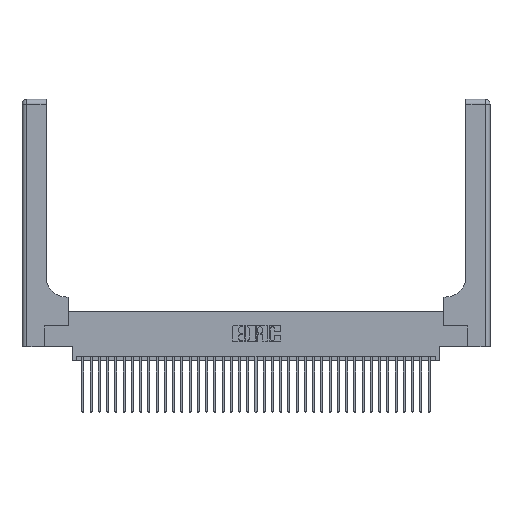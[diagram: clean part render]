
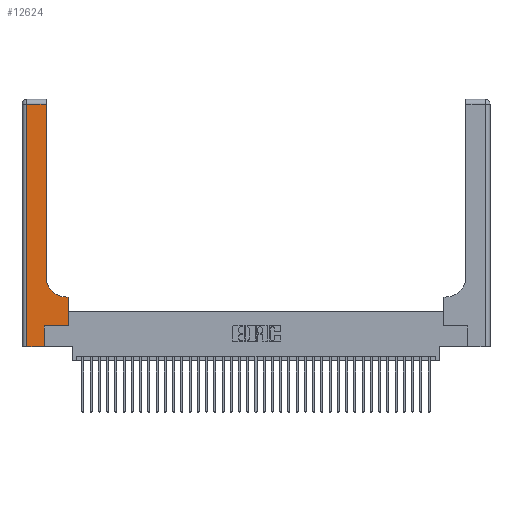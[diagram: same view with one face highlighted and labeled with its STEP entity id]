
A CAD part, top view. The second image highlights one B-rep face of the part: STEP entity #12624.
In plain terms, the highlighted planar face has unit normal (0, 0, 1).
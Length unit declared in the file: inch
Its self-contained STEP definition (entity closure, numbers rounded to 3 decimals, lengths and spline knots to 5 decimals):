
#753 = LINE ( 'NONE', #23666, #27546 ) ;
#921 = LINE ( 'NONE', #13666, #7997 ) ;
#1022 = CARTESIAN_POINT ( 'NONE',  ( 0., 3., 0.37 ) ) ;
#1494 = VERTEX_POINT ( 'NONE', #27060 ) ;
#2950 = CARTESIAN_POINT ( 'NONE',  ( 0.269, 0., 0.37 ) ) ;
#3495 = CARTESIAN_POINT ( 'NONE',  ( 0., 0., 0.37 ) ) ;
#3935 = PLANE ( 'NONE',  #20278 ) ;
#5125 = VECTOR ( 'NONE', #14891, 39.37008 ) ;
#5245 = DIRECTION ( 'NONE',  ( 1., 0., 0. ) ) ;
#5474 = AXIS2_PLACEMENT_3D ( 'NONE', #18697, #6713, #10042 ) ;
#6676 = VERTEX_POINT ( 'NONE', #30153 ) ;
#6713 = DIRECTION ( 'NONE',  ( 0., 0., -1. ) ) ;
#7682 = VECTOR ( 'NONE', #36474, 39.37008 ) ;
#7997 = VECTOR ( 'NONE', #13790, 39.37008 ) ;
#8156 = DIRECTION ( 'NONE',  ( -1., 0., 0. ) ) ;
#8670 = ORIENTED_EDGE ( 'NONE', *, *, #38125, .T. ) ;
#8776 = ORIENTED_EDGE ( 'NONE', *, *, #25561, .T. ) ;
#8840 = ORIENTED_EDGE ( 'NONE', *, *, #23009, .T. ) ;
#9103 = VECTOR ( 'NONE', #12820, 39.37008 ) ;
#10042 = DIRECTION ( 'NONE',  ( 1., 0., 0. ) ) ;
#10712 = VECTOR ( 'NONE', #8156, 39.37008 ) ;
#11220 = VERTEX_POINT ( 'NONE', #38653 ) ;
#11547 = CARTESIAN_POINT ( 'NONE',  ( 0.5585, 0.6, 0.37 ) ) ;
#11855 = ORIENTED_EDGE ( 'NONE', *, *, #25380, .T. ) ;
#11922 = VERTEX_POINT ( 'NONE', #31120 ) ;
#12597 = LINE ( 'NONE', #32036, #10712 ) ;
#12624 = ADVANCED_FACE ( 'NONE', ( #30665 ), #3935, .F. ) ;
#12820 = DIRECTION ( 'NONE',  ( -1., 0., 0. ) ) ;
#13666 = CARTESIAN_POINT ( 'NONE',  ( 0.269, 0., 0.37 ) ) ;
#13790 = DIRECTION ( 'NONE',  ( 0., 1., 0. ) ) ;
#13844 = LINE ( 'NONE', #20887, #31650 ) ;
#14891 = DIRECTION ( 'NONE',  ( 0., -1., 0. ) ) ;
#15972 = CARTESIAN_POINT ( 'NONE',  ( 0., 2.94, 0.37 ) ) ;
#16918 = ORIENTED_EDGE ( 'NONE', *, *, #18595, .T. ) ;
#17072 = LINE ( 'NONE', #15972, #9103 ) ;
#17128 = EDGE_CURVE ( 'NONE', #33352, #1494, #753, .T. ) ;
#17559 = CARTESIAN_POINT ( 'NONE',  ( 0.2915, 0.85, 0.37 ) ) ;
#18145 = DIRECTION ( 'NONE',  ( 0., 0., -1. ) ) ;
#18595 = EDGE_CURVE ( 'NONE', #11922, #22194, #30677, .T. ) ;
#18697 = CARTESIAN_POINT ( 'NONE',  ( 0.5415, 0.85, 0.37 ) ) ;
#18830 = CIRCLE ( 'NONE', #5474, 0.25 ) ;
#20155 = VECTOR ( 'NONE', #31792, 39.37008 ) ;
#20278 = AXIS2_PLACEMENT_3D ( 'NONE', #1022, #18145, #25067 ) ;
#20399 = ORIENTED_EDGE ( 'NONE', *, *, #30079, .T. ) ;
#20887 = CARTESIAN_POINT ( 'NONE',  ( 0.5585, 0.25, 0.37 ) ) ;
#21848 = CARTESIAN_POINT ( 'NONE',  ( 0.06, 2.94, 0.37 ) ) ;
#22194 = VERTEX_POINT ( 'NONE', #2950 ) ;
#23009 = EDGE_CURVE ( 'NONE', #11220, #30528, #18830, .T. ) ;
#23666 = CARTESIAN_POINT ( 'NONE',  ( 0.269, 0.25, 0.37 ) ) ;
#24413 = ORIENTED_EDGE ( 'NONE', *, *, #29069, .T. ) ;
#24718 = ORIENTED_EDGE ( 'NONE', *, *, #17128, .T. ) ;
#24741 = ORIENTED_EDGE ( 'NONE', *, *, #37330, .T. ) ;
#25067 = DIRECTION ( 'NONE',  ( -1., 0., 0. ) ) ;
#25380 = EDGE_CURVE ( 'NONE', #26106, #11220, #12597, .T. ) ;
#25561 = EDGE_CURVE ( 'NONE', #29376, #11922, #30500, .T. ) ;
#25785 = CARTESIAN_POINT ( 'NONE',  ( 0.2915, 3., 0.37 ) ) ;
#26106 = VERTEX_POINT ( 'NONE', #11547 ) ;
#27060 = CARTESIAN_POINT ( 'NONE',  ( 0.5585, 0.25, 0.37 ) ) ;
#27546 = VECTOR ( 'NONE', #5245, 39.37008 ) ;
#29069 = EDGE_CURVE ( 'NONE', #22194, #33352, #921, .T. ) ;
#29376 = VERTEX_POINT ( 'NONE', #21848 ) ;
#30079 = EDGE_CURVE ( 'NONE', #30528, #6676, #33725, .T. ) ;
#30153 = CARTESIAN_POINT ( 'NONE',  ( 0.2915, 2.94, 0.37 ) ) ;
#30500 = LINE ( 'NONE', #32564, #5125 ) ;
#30528 = VERTEX_POINT ( 'NONE', #17559 ) ;
#30665 = FACE_OUTER_BOUND ( 'NONE', #33823, .T. ) ;
#30677 = LINE ( 'NONE', #3495, #7682 ) ;
#31047 = CARTESIAN_POINT ( 'NONE',  ( 0.269, 0.25, 0.37 ) ) ;
#31120 = CARTESIAN_POINT ( 'NONE',  ( 0.06, 0., 0.37 ) ) ;
#31650 = VECTOR ( 'NONE', #35994, 39.37008 ) ;
#31792 = DIRECTION ( 'NONE',  ( 0., 1., 0. ) ) ;
#32036 = CARTESIAN_POINT ( 'NONE',  ( 0.2915, 0.6, 0.37 ) ) ;
#32564 = CARTESIAN_POINT ( 'NONE',  ( 0.06, 3., 0.37 ) ) ;
#33352 = VERTEX_POINT ( 'NONE', #31047 ) ;
#33725 = LINE ( 'NONE', #25785, #20155 ) ;
#33823 = EDGE_LOOP ( 'NONE', ( #20399, #8670, #8776, #16918, #24413, #24718, #24741, #11855, #8840 ) ) ;
#35994 = DIRECTION ( 'NONE',  ( 0., 1., 0. ) ) ;
#36474 = DIRECTION ( 'NONE',  ( 1., 0., 0. ) ) ;
#37330 = EDGE_CURVE ( 'NONE', #1494, #26106, #13844, .T. ) ;
#38125 = EDGE_CURVE ( 'NONE', #6676, #29376, #17072, .T. ) ;
#38653 = CARTESIAN_POINT ( 'NONE',  ( 0.5415, 0.6, 0.37 ) ) ;
